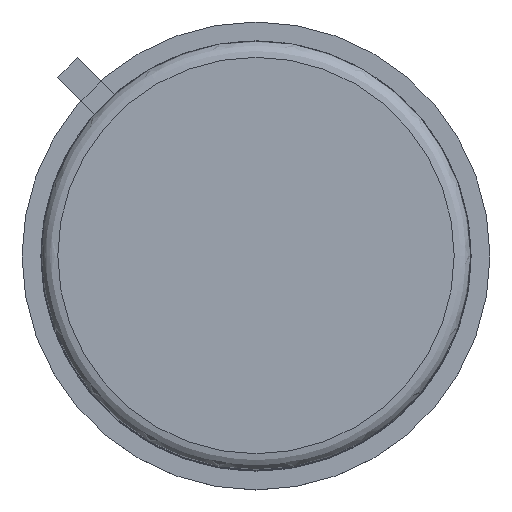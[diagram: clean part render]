
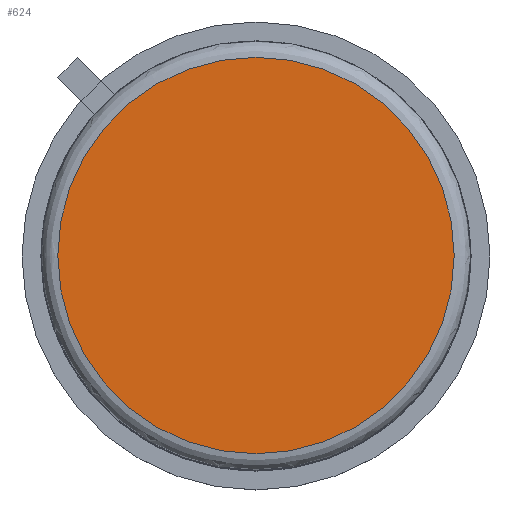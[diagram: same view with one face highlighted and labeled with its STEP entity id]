
A CAD part, top view. The second image highlights one B-rep face of the part: STEP entity #624.
In plain terms, the highlighted face is planar.
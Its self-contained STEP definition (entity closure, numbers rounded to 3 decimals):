
#624 = ADVANCED_FACE('',(#625),#638,.T.);
#625 = FACE_BOUND('',#626,.T.);
#626 = EDGE_LOOP('',(#627));
#627 = ORIENTED_EDGE('',*,*,#628,.T.);
#628 = EDGE_CURVE('',#629,#629,#631,.T.);
#629 = VERTEX_POINT('',#630);
#630 = CARTESIAN_POINT('',(-2.55,13.2,0.));
#631 = SURFACE_CURVE('',#632,(#637,#649),.PCURVE_S1.);
#632 = CIRCLE('',#633,6.1);
#633 = AXIS2_PLACEMENT_3D('',#634,#635,#636);
#634 = CARTESIAN_POINT('',(3.55,13.2,0.));
#635 = DIRECTION('',(0.,1.,0.));
#636 = DIRECTION('',(-1.,0.,0.));
#637 = PCURVE('',#638,#643);
#638 = PLANE('',#639);
#639 = AXIS2_PLACEMENT_3D('',#640,#641,#642);
#640 = CARTESIAN_POINT('',(3.55,13.2,0.));
#641 = DIRECTION('',(0.,1.,0.));
#642 = DIRECTION('',(-1.,0.,0.));
#643 = DEFINITIONAL_REPRESENTATION('',(#644),#648);
#644 = CIRCLE('',#645,6.1);
#645 = AXIS2_PLACEMENT_2D('',#646,#647);
#646 = CARTESIAN_POINT('',(0.,0.));
#647 = DIRECTION('',(1.,0.));
#648 = ( GEOMETRIC_REPRESENTATION_CONTEXT(2) 
PARAMETRIC_REPRESENTATION_CONTEXT() REPRESENTATION_CONTEXT('2D SPACE',''
  ) );
#649 = PCURVE('',#650,#659);
#650 = SURFACE_OF_REVOLUTION('',#651,#656);
#651 = CIRCLE('',#652,0.5);
#652 = AXIS2_PLACEMENT_3D('',#653,#654,#655);
#653 = CARTESIAN_POINT('',(-2.55,12.7,0.));
#654 = DIRECTION('',(0.,0.,1.));
#655 = DIRECTION('',(1.,0.,0.));
#656 = AXIS1_PLACEMENT('',#657,#658);
#657 = CARTESIAN_POINT('',(3.55,2.551,0.));
#658 = DIRECTION('',(0.,1.,0.));
#659 = DEFINITIONAL_REPRESENTATION('',(#660),#664);
#660 = LINE('',#661,#662);
#661 = CARTESIAN_POINT('',(0.,1.571));
#662 = VECTOR('',#663,1.);
#663 = DIRECTION('',(1.,0.));
#664 = ( GEOMETRIC_REPRESENTATION_CONTEXT(2) 
PARAMETRIC_REPRESENTATION_CONTEXT() REPRESENTATION_CONTEXT('2D SPACE',''
  ) );
